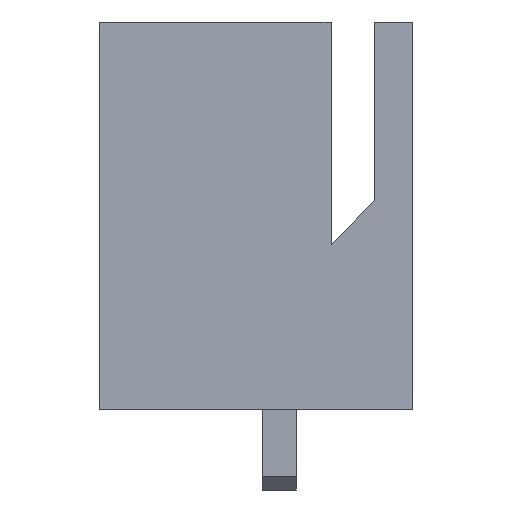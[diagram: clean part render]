
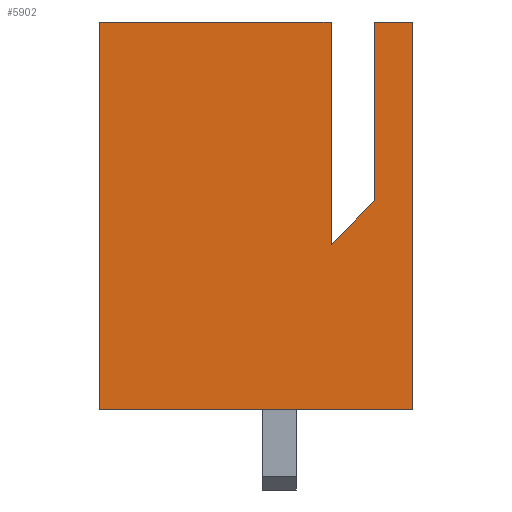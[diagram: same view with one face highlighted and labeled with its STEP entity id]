
A CAD part, left-side view. The second image highlights one B-rep face of the part: STEP entity #5902.
In plain terms, the highlighted planar face has unit normal (-1, 0, 0).
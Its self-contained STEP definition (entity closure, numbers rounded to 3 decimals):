
#423=FACE_OUTER_BOUND('',#779,.T.);
#779=EDGE_LOOP('',(#4853,#4854,#4855,#4856,#4857,#4858,#4859,#4860));
#1383=LINE('',#9727,#2127);
#1386=LINE('',#9733,#2130);
#1409=LINE('',#9777,#2153);
#1417=LINE('',#9791,#2161);
#1419=LINE('',#9797,#2163);
#1420=LINE('',#9799,#2164);
#1421=LINE('',#9801,#2165);
#1422=LINE('',#9802,#2166);
#2127=VECTOR('',#7232,1000.);
#2130=VECTOR('',#7237,1000.);
#2153=VECTOR('',#7272,1000.);
#2161=VECTOR('',#7284,1000.);
#2163=VECTOR('',#7292,1000.);
#2164=VECTOR('',#7293,1000.);
#2165=VECTOR('',#7294,1000.);
#2166=VECTOR('',#7295,1000.);
#2761=VERTEX_POINT('',#9724);
#2762=VERTEX_POINT('',#9726);
#2764=VERTEX_POINT('',#9732);
#2779=VERTEX_POINT('',#9776);
#2783=VERTEX_POINT('',#9789);
#2784=VERTEX_POINT('',#9796);
#2785=VERTEX_POINT('',#9798);
#2786=VERTEX_POINT('',#9800);
#3481=EDGE_CURVE('',#2762,#2761,#1383,.T.);
#3484=EDGE_CURVE('',#2764,#2762,#1386,.T.);
#3507=EDGE_CURVE('',#2779,#2764,#1409,.T.);
#3515=EDGE_CURVE('',#2761,#2783,#1417,.T.);
#3517=EDGE_CURVE('',#2783,#2784,#1419,.T.);
#3518=EDGE_CURVE('',#2785,#2784,#1420,.T.);
#3519=EDGE_CURVE('',#2786,#2785,#1421,.T.);
#3520=EDGE_CURVE('',#2786,#2779,#1422,.T.);
#4853=ORIENTED_EDGE('',*,*,#3484,.T.);
#4854=ORIENTED_EDGE('',*,*,#3481,.T.);
#4855=ORIENTED_EDGE('',*,*,#3515,.T.);
#4856=ORIENTED_EDGE('',*,*,#3517,.T.);
#4857=ORIENTED_EDGE('',*,*,#3518,.F.);
#4858=ORIENTED_EDGE('',*,*,#3519,.F.);
#4859=ORIENTED_EDGE('',*,*,#3520,.T.);
#4860=ORIENTED_EDGE('',*,*,#3507,.T.);
#5564=PLANE('',#6242);
#5902=ADVANCED_FACE('',(#423),#5564,.T.);
#6242=AXIS2_PLACEMENT_3D('',#9795,#7290,#7291);
#7232=DIRECTION('',(0.,0.,1.));
#7237=DIRECTION('',(0.,0.707,-0.707));
#7272=DIRECTION('',(0.,0.,-1.));
#7284=DIRECTION('',(0.,1.,0.));
#7290=DIRECTION('center_axis',(-1.,0.,0.));
#7291=DIRECTION('ref_axis',(0.,0.,1.));
#7292=DIRECTION('',(0.,0.,-1.));
#7293=DIRECTION('',(0.,1.,0.));
#7294=DIRECTION('',(0.,0.,-1.));
#7295=DIRECTION('',(0.,1.,0.));
#9724=CARTESIAN_POINT('',(-8.587,-0.965,7.214));
#9726=CARTESIAN_POINT('',(-8.587,-0.965,3.073));
#9727=CARTESIAN_POINT('',(-8.587,-0.965,3.073));
#9732=CARTESIAN_POINT('',(-8.587,-1.778,3.886));
#9733=CARTESIAN_POINT('',(-8.587,-1.778,3.886));
#9776=CARTESIAN_POINT('',(-8.587,-1.778,7.214));
#9777=CARTESIAN_POINT('',(-8.587,-1.778,7.214));
#9789=CARTESIAN_POINT('',(-8.587,3.353,7.214));
#9791=CARTESIAN_POINT('',(-8.587,-2.489,7.214));
#9795=CARTESIAN_POINT('Origin',(-8.587,-2.489,0.711));
#9796=CARTESIAN_POINT('',(-8.587,3.353,0.));
#9797=CARTESIAN_POINT('',(-8.587,3.353,0.711));
#9798=CARTESIAN_POINT('',(-8.587,-2.489,0.));
#9799=CARTESIAN_POINT('',(-8.587,-2.489,0.));
#9800=CARTESIAN_POINT('',(-8.587,-2.489,7.214));
#9801=CARTESIAN_POINT('',(-8.587,-2.489,0.711));
#9802=CARTESIAN_POINT('',(-8.587,-2.489,7.214));
